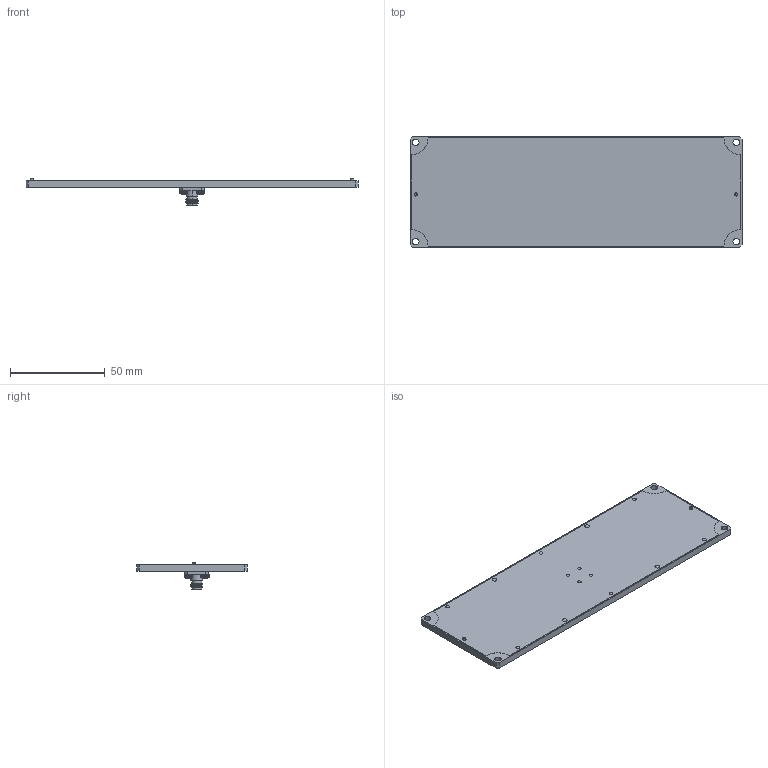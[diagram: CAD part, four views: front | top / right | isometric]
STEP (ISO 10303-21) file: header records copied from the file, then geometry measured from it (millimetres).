
FILE_DESCRIPTION (( 'STEP AP203' ), '1' );
FILE_NAME ('SAM-2432432205-KF-L1.STEP', '2018-03-23T15:49:23', ( '' ), ( '' ), 'SwSTEP 2.0', 'SolidWorks 2016', '' );
FILE_SCHEMA (( 'CONFIG_CONTROL_DESIGN' ));
Length unit declared in the file: inch
Products named in the file (1): SAM-2432432205-KF-L1
Bounding box: 175.26 x 58.42 x 14.29 mm (x, y, z)
Volume: 37853.2 mm3; surface area: 43090.8 mm2
Topology: 13 solids, 13 shells, 572 faces, 1577 edges, 1040 vertices
Faces by surface type: cylinder 356, plane 128, cone 48, torus 18, bspline 14, sphere 8
Entity records: 23262 total; most frequent: CARTESIAN_POINT 9883, ORIENTED_EDGE 3154, DIRECTION 2482, EDGE_CURVE 1577, VERTEX_POINT 1040, AXIS2_PLACEMENT_3D 953, EDGE_LOOP 633, LINE 576
